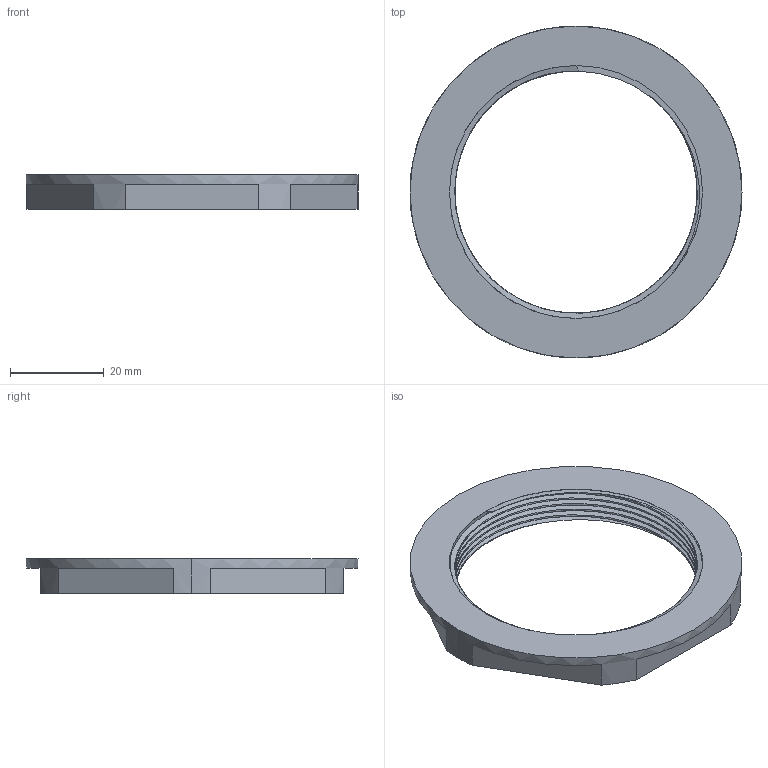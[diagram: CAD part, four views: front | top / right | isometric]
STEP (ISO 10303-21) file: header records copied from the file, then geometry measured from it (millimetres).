
FILE_DESCRIPTION (( 'STEP AP203' ), '1' );
FILE_NAME ('9078.STEP', '2020-07-28T14:14:44', ( '' ), ( '' ), 'SwSTEP 2.0', 'SolidWorks 2011', '' );
FILE_SCHEMA (( 'CONFIG_CONTROL_DESIGN' ));
Length unit declared in the file: millimetre
Products named in the file (1): 9078
Bounding box: 71 x 71 x 7.4 mm (x, y, z)
Volume: 11097.6 mm3; surface area: 7643.1 mm2
Topology: 1 solids, 1 shells, 41 faces, 116 edges, 78 vertices
Faces by surface type: cylinder 21, plane 17, bspline 3
Entity records: 3546 total; most frequent: CARTESIAN_POINT 2485, ORIENTED_EDGE 232, DIRECTION 180, EDGE_CURVE 116, VERTEX_POINT 78, AXIS2_PLACEMENT_3D 66, LINE 48, VECTOR 48
